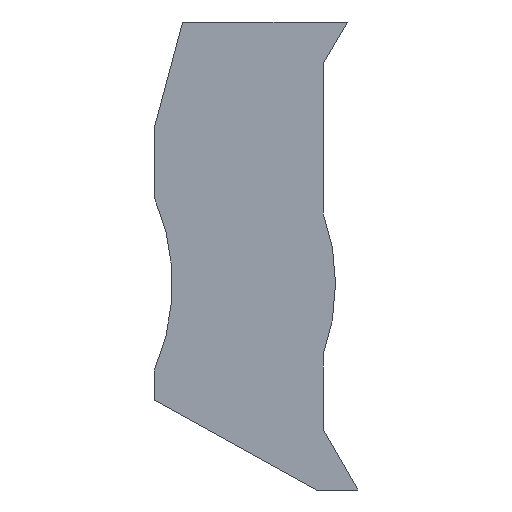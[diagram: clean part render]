
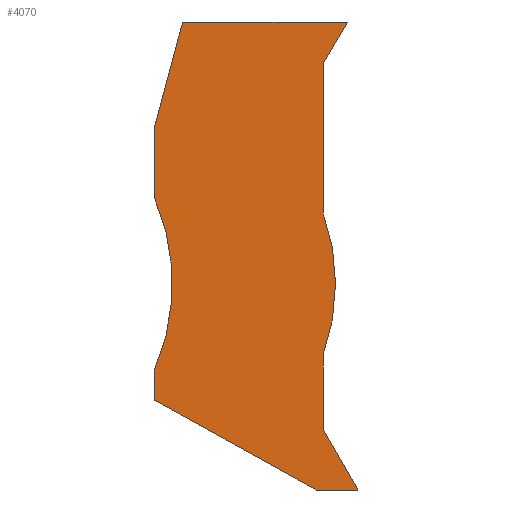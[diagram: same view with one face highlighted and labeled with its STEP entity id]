
A CAD part, left-side view. The second image highlights one B-rep face of the part: STEP entity #4070.
In plain terms, the highlighted face is planar.
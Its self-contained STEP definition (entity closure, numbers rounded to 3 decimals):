
#210=CARTESIAN_POINT('',(26.382,-32.089,53.17));
#220=VERTEX_POINT('',#210);
#250=CARTESIAN_POINT('',(39.98,-27.2,53.17));
#260=DIRECTION('',(0.,0.,1.));
#270=DIRECTION('',(1.,0.,0.));
#280=AXIS2_PLACEMENT_3D('',#250,#260,#270);
#290=CIRCLE('',#280,14.45);
#300=CARTESIAN_POINT('',(26.382,-22.311,53.17));
#310=VERTEX_POINT('',#300);
#320=EDGE_CURVE('',#310,#220,#290,.T.);
#590=CARTESIAN_POINT('',(26.382,-12.039,53.17));
#600=VERTEX_POINT('',#590);
#720=CARTESIAN_POINT('',(26.382,-12.13,53.17));
#730=DIRECTION('',(0.,1.,0.));
#740=VECTOR('',#730,1.);
#750=LINE('',#720,#740);
#760=EDGE_CURVE('',#310,#600,#750,.T.);
#930=CARTESIAN_POINT('',(11.446,-41.4,53.17));
#940=DIRECTION('',(1.,0.,0.));
#950=VECTOR('',#940,1.);
#960=LINE('',#930,#950);
#970=CARTESIAN_POINT('',(23.988,-41.4,53.17));
#980=VERTEX_POINT('',#970);
#990=CARTESIAN_POINT('',(26.857,-41.4,53.17));
#1000=VERTEX_POINT('',#990);
#1010=EDGE_CURVE('',#980,#1000,#960,.T.);
#2310=CARTESIAN_POINT('',(36.072,-9.15,53.17));
#2320=VERTEX_POINT('',#2310);
#2400=CARTESIAN_POINT('',(24.714,-9.15,53.17));
#2410=VERTEX_POINT('',#2400);
#2440=CARTESIAN_POINT('',(11.446,-9.15,53.17));
#2450=DIRECTION('',(1.,0.,0.));
#2460=VECTOR('',#2450,1.);
#2470=LINE('',#2440,#2460);
#2480=EDGE_CURVE('',#2410,#2320,#2470,.T.);
#2650=CARTESIAN_POINT('',(38.032,-12.13,53.17));
#2660=DIRECTION('',(0.,-1.,0.));
#2670=VECTOR('',#2660,1.);
#2680=LINE('',#2650,#2670);
#2690=CARTESIAN_POINT('',(38.032,-33.2,53.17));
#2700=VERTEX_POINT('',#2690);
#2710=CARTESIAN_POINT('',(38.032,-35.2,53.17));
#2720=VERTEX_POINT('',#2710);
#2730=EDGE_CURVE('',#2700,#2720,#2680,.T.);
#3030=CARTESIAN_POINT('',(38.032,-12.13,53.17));
#3040=DIRECTION('',(0.,-1.,0.));
#3050=VECTOR('',#3040,1.);
#3060=LINE('',#3030,#3050);
#3070=CARTESIAN_POINT('',(38.032,-16.466,53.17));
#3080=VERTEX_POINT('',#3070);
#3090=CARTESIAN_POINT('',(38.032,-21.2,53.17));
#3100=VERTEX_POINT('',#3090);
#3110=EDGE_CURVE('',#3080,#3100,#3060,.T.);
#3430=CARTESIAN_POINT('',(11.446,-49.95,53.17));
#3440=DIRECTION('',(-0.874,-0.485,0.));
#3450=VECTOR('',#3440,1.);
#3460=LINE('',#3430,#3450);
#3470=EDGE_CURVE('',#2720,#1000,#3460,.T.);
#3600=CARTESIAN_POINT('',(-9.335,-22.976,53.17));
#3610=DIRECTION('',(0.,0.,-1.));
#3620=DIRECTION('',(-1.,0.,0.));
#3630=AXIS2_PLACEMENT_3D('',#3600,#3610,#3620);
#3640=PLANE('',#3630);
#3650=ORIENTED_EDGE('',*,*,#320,.F.);
#3660=CARTESIAN_POINT('',(26.382,-12.13,53.17));
#3670=DIRECTION('',(0.,-1.,0.));
#3680=VECTOR('',#3670,1.);
#3690=LINE('',#3660,#3680);
#3700=CARTESIAN_POINT('',(26.382,-37.24,53.17));
#3710=VERTEX_POINT('',#3700);
#3720=EDGE_CURVE('',#220,#3710,#3690,.T.);
#3730=ORIENTED_EDGE('',*,*,#3720,.F.);
#3740=CARTESIAN_POINT('',(40.832,-12.13,53.17));
#3750=DIRECTION('',(0.499,0.867,0.));
#3760=VECTOR('',#3750,1.);
#3770=LINE('',#3740,#3760);
#3780=EDGE_CURVE('',#980,#3710,#3770,.T.);
#3790=ORIENTED_EDGE('',*,*,#3780,.T.);
#3800=ORIENTED_EDGE('',*,*,#1010,.F.);
#3810=ORIENTED_EDGE('',*,*,#3470,.T.);
#3820=ORIENTED_EDGE('',*,*,#2730,.T.);
#3830=CARTESIAN_POINT('',(51.78,-27.2,53.17));
#3840=DIRECTION('',(0.,0.,1.));
#3850=DIRECTION('',(1.,0.,0.));
#3860=AXIS2_PLACEMENT_3D('',#3830,#3840,#3850);
#3870=CIRCLE('',#3860,15.);
#3880=EDGE_CURVE('',#3100,#2700,#3870,.T.);
#3890=ORIENTED_EDGE('',*,*,#3880,.T.);
#3900=ORIENTED_EDGE('',*,*,#3110,.T.);
#3910=CARTESIAN_POINT('',(36.87,-12.13,53.17));
#3920=DIRECTION('',(0.259,-0.966,0.));
#3930=VECTOR('',#3920,1.);
#3940=LINE('',#3910,#3930);
#3950=EDGE_CURVE('',#2320,#3080,#3940,.T.);
#3960=ORIENTED_EDGE('',*,*,#3950,.T.);
#3970=ORIENTED_EDGE('',*,*,#2480,.T.);
#3980=CARTESIAN_POINT('',(26.435,-12.13,53.17));
#3990=DIRECTION('',(-0.5,0.866,0.));
#4000=VECTOR('',#3990,1.);
#4010=LINE('',#3980,#4000);
#4020=EDGE_CURVE('',#600,#2410,#4010,.T.);
#4030=ORIENTED_EDGE('',*,*,#4020,.T.);
#4040=ORIENTED_EDGE('',*,*,#760,.T.);
#4050=EDGE_LOOP('',(#4040,#4030,#3970,#3960,#3900,#3890,#3820,#3810,
#3800,#3790,#3730,#3650));
#4060=FACE_OUTER_BOUND('',#4050,.T.);
#4070=ADVANCED_FACE('',(#4060),#3640,.T.);
